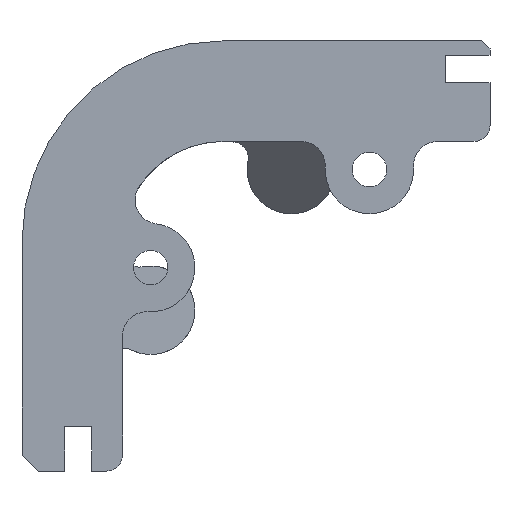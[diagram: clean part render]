
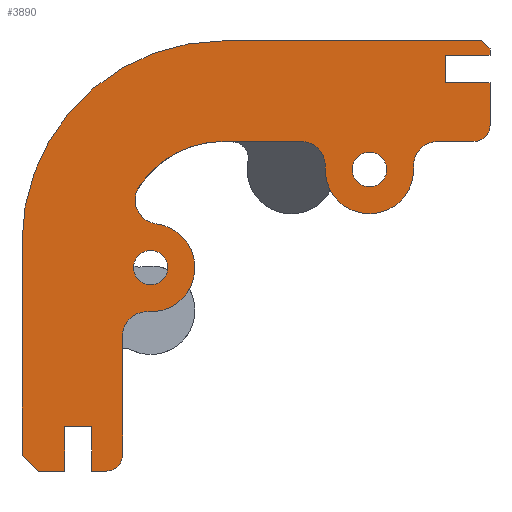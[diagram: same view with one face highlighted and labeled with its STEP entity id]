
A CAD part, front view. The second image highlights one B-rep face of the part: STEP entity #3890.
In plain terms, the highlighted planar face has unit normal (0, -1, 0).
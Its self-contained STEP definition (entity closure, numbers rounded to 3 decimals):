
#26=FACE_BOUND('',#610,.T.);
#27=FACE_BOUND('',#611,.T.);
#177=PLANE('',#4181);
#396=FACE_OUTER_BOUND('',#609,.T.);
#609=EDGE_LOOP('',(#3478,#3479,#3480,#3481,#3482,#3483,#3484,#3485,#3486,
#3487,#3488,#3489,#3490,#3491,#3492,#3493,#3494,#3495,#3496,#3497,#3498,
#3499,#3500,#3501,#3502,#3503,#3504));
#610=EDGE_LOOP('',(#3505));
#611=EDGE_LOOP('',(#3506));
#1044=LINE('',#6186,#1517);
#1056=LINE('',#6245,#1529);
#1058=LINE('',#6250,#1531);
#1060=LINE('',#6254,#1533);
#1062=LINE('',#6258,#1535);
#1064=LINE('',#6262,#1537);
#1066=LINE('',#6266,#1539);
#1070=LINE('',#6275,#1543);
#1075=LINE('',#6291,#1548);
#1080=LINE('',#6307,#1553);
#1081=LINE('',#6310,#1554);
#1083=LINE('',#6317,#1556);
#1084=LINE('',#6319,#1557);
#1085=LINE('',#6321,#1558);
#1086=LINE('',#6323,#1559);
#1087=LINE('',#6325,#1560);
#1088=LINE('',#6328,#1561);
#1517=VECTOR('',#5041,1000.);
#1529=VECTOR('',#5097,1000.);
#1531=VECTOR('',#5101,1000.);
#1533=VECTOR('',#5105,1000.);
#1535=VECTOR('',#5109,1000.);
#1537=VECTOR('',#5113,1000.);
#1539=VECTOR('',#5117,1000.);
#1543=VECTOR('',#5127,1000.);
#1548=VECTOR('',#5146,1000.);
#1553=VECTOR('',#5165,1000.);
#1554=VECTOR('',#5168,1000.);
#1556=VECTOR('',#5176,1000.);
#1557=VECTOR('',#5177,1000.);
#1558=VECTOR('',#5178,1000.);
#1559=VECTOR('',#5179,1000.);
#1560=VECTOR('',#5180,1000.);
#1561=VECTOR('',#5183,1000.);
#1630=CIRCLE('',#4164,2.);
#1631=CIRCLE('',#4167,3.);
#1632=CIRCLE('',#4169,5.5);
#1633=CIRCLE('',#4171,3.);
#1634=CIRCLE('',#4174,12.5);
#1635=CIRCLE('',#4176,3.);
#1636=CIRCLE('',#4178,5.5);
#1637=CIRCLE('',#4182,3.);
#1638=CIRCLE('',#4183,25.);
#1639=CIRCLE('',#4184,2.);
#1640=CIRCLE('',#4185,2.15);
#1641=CIRCLE('',#4186,2.15);
#1955=VERTEX_POINT('',#6183);
#1956=VERTEX_POINT('',#6185);
#1981=VERTEX_POINT('',#6243);
#1982=VERTEX_POINT('',#6247);
#1983=VERTEX_POINT('',#6249);
#1984=VERTEX_POINT('',#6253);
#1985=VERTEX_POINT('',#6257);
#1986=VERTEX_POINT('',#6261);
#1987=VERTEX_POINT('',#6265);
#1988=VERTEX_POINT('',#6269);
#1989=VERTEX_POINT('',#6273);
#1990=VERTEX_POINT('',#6277);
#1991=VERTEX_POINT('',#6281);
#1992=VERTEX_POINT('',#6285);
#1993=VERTEX_POINT('',#6289);
#1994=VERTEX_POINT('',#6293);
#1995=VERTEX_POINT('',#6297);
#1996=VERTEX_POINT('',#6301);
#1997=VERTEX_POINT('',#6305);
#1998=VERTEX_POINT('',#6309);
#1999=VERTEX_POINT('',#6313);
#2000=VERTEX_POINT('',#6316);
#2001=VERTEX_POINT('',#6318);
#2002=VERTEX_POINT('',#6320);
#2003=VERTEX_POINT('',#6322);
#2004=VERTEX_POINT('',#6324);
#2005=VERTEX_POINT('',#6326);
#2006=VERTEX_POINT('',#6329);
#2007=VERTEX_POINT('',#6331);
#2470=EDGE_CURVE('',#1956,#1955,#1044,.T.);
#2499=EDGE_CURVE('',#1981,#1955,#1056,.T.);
#2501=EDGE_CURVE('',#1982,#1983,#1058,.T.);
#2503=EDGE_CURVE('',#1956,#1984,#1060,.T.);
#2505=EDGE_CURVE('',#1984,#1985,#1062,.T.);
#2507=EDGE_CURVE('',#1985,#1986,#1064,.T.);
#2509=EDGE_CURVE('',#1986,#1987,#1066,.T.);
#2512=EDGE_CURVE('',#1987,#1988,#1630,.T.);
#2514=EDGE_CURVE('',#1988,#1989,#1070,.T.);
#2516=EDGE_CURVE('',#1989,#1990,#1631,.T.);
#2517=EDGE_CURVE('',#1990,#1991,#1632,.T.);
#2520=EDGE_CURVE('',#1991,#1992,#1633,.T.);
#2522=EDGE_CURVE('',#1992,#1993,#1075,.T.);
#2524=EDGE_CURVE('',#1993,#1994,#1634,.T.);
#2526=EDGE_CURVE('',#1994,#1995,#1635,.T.);
#2527=EDGE_CURVE('',#1995,#1996,#1636,.T.);
#2530=EDGE_CURVE('',#1997,#1981,#1080,.T.);
#2531=EDGE_CURVE('',#1983,#1998,#1081,.T.);
#2533=EDGE_CURVE('',#1996,#1999,#1637,.T.);
#2534=EDGE_CURVE('',#1998,#1997,#1638,.T.);
#2535=EDGE_CURVE('',#2000,#1982,#1083,.T.);
#2536=EDGE_CURVE('',#2001,#2000,#1084,.T.);
#2537=EDGE_CURVE('',#2002,#2001,#1085,.T.);
#2538=EDGE_CURVE('',#2003,#2002,#1086,.T.);
#2539=EDGE_CURVE('',#2004,#2003,#1087,.T.);
#2540=EDGE_CURVE('',#2005,#2004,#1639,.T.);
#2541=EDGE_CURVE('',#1999,#2005,#1088,.T.);
#2542=EDGE_CURVE('',#2006,#2006,#1640,.T.);
#2543=EDGE_CURVE('',#2007,#2007,#1641,.T.);
#3478=ORIENTED_EDGE('',*,*,#2533,.F.);
#3479=ORIENTED_EDGE('',*,*,#2527,.F.);
#3480=ORIENTED_EDGE('',*,*,#2526,.F.);
#3481=ORIENTED_EDGE('',*,*,#2524,.F.);
#3482=ORIENTED_EDGE('',*,*,#2522,.F.);
#3483=ORIENTED_EDGE('',*,*,#2520,.F.);
#3484=ORIENTED_EDGE('',*,*,#2517,.F.);
#3485=ORIENTED_EDGE('',*,*,#2516,.F.);
#3486=ORIENTED_EDGE('',*,*,#2514,.F.);
#3487=ORIENTED_EDGE('',*,*,#2512,.F.);
#3488=ORIENTED_EDGE('',*,*,#2509,.F.);
#3489=ORIENTED_EDGE('',*,*,#2507,.F.);
#3490=ORIENTED_EDGE('',*,*,#2505,.F.);
#3491=ORIENTED_EDGE('',*,*,#2503,.F.);
#3492=ORIENTED_EDGE('',*,*,#2470,.T.);
#3493=ORIENTED_EDGE('',*,*,#2499,.F.);
#3494=ORIENTED_EDGE('',*,*,#2530,.F.);
#3495=ORIENTED_EDGE('',*,*,#2534,.F.);
#3496=ORIENTED_EDGE('',*,*,#2531,.F.);
#3497=ORIENTED_EDGE('',*,*,#2501,.F.);
#3498=ORIENTED_EDGE('',*,*,#2535,.F.);
#3499=ORIENTED_EDGE('',*,*,#2536,.F.);
#3500=ORIENTED_EDGE('',*,*,#2537,.F.);
#3501=ORIENTED_EDGE('',*,*,#2538,.F.);
#3502=ORIENTED_EDGE('',*,*,#2539,.F.);
#3503=ORIENTED_EDGE('',*,*,#2540,.F.);
#3504=ORIENTED_EDGE('',*,*,#2541,.F.);
#3505=ORIENTED_EDGE('',*,*,#2542,.F.);
#3506=ORIENTED_EDGE('',*,*,#2543,.F.);
#3890=ADVANCED_FACE('',(#396,#26,#27),#177,.F.);
#4164=AXIS2_PLACEMENT_3D('',#6271,#5122,#5123);
#4167=AXIS2_PLACEMENT_3D('',#6279,#5131,#5132);
#4169=AXIS2_PLACEMENT_3D('',#6282,#5135,#5136);
#4171=AXIS2_PLACEMENT_3D('',#6287,#5141,#5142);
#4174=AXIS2_PLACEMENT_3D('',#6295,#5150,#5151);
#4176=AXIS2_PLACEMENT_3D('',#6299,#5155,#5156);
#4178=AXIS2_PLACEMENT_3D('',#6302,#5159,#5160);
#4181=AXIS2_PLACEMENT_3D('',#6312,#5170,#5171);
#4182=AXIS2_PLACEMENT_3D('',#6314,#5172,#5173);
#4183=AXIS2_PLACEMENT_3D('',#6315,#5174,#5175);
#4184=AXIS2_PLACEMENT_3D('',#6327,#5181,#5182);
#4185=AXIS2_PLACEMENT_3D('',#6330,#5184,#5185);
#4186=AXIS2_PLACEMENT_3D('',#6332,#5186,#5187);
#5041=DIRECTION('',(0.,0.,1.));
#5097=DIRECTION('',(0.707,0.,-0.707));
#5101=DIRECTION('',(-0.707,0.,0.707));
#5105=DIRECTION('',(-1.,0.,0.));
#5109=DIRECTION('',(0.,0.,-1.));
#5113=DIRECTION('',(1.,0.,0.));
#5117=DIRECTION('',(0.,0.,-1.));
#5122=DIRECTION('center_axis',(0.,1.,0.));
#5123=DIRECTION('ref_axis',(0.,0.,1.));
#5127=DIRECTION('',(-1.,0.,0.));
#5131=DIRECTION('center_axis',(0.,-1.,0.));
#5132=DIRECTION('ref_axis',(0.,0.,1.));
#5135=DIRECTION('center_axis',(0.,1.,0.));
#5136=DIRECTION('ref_axis',(0.,0.,1.));
#5141=DIRECTION('center_axis',(0.,-1.,0.));
#5142=DIRECTION('ref_axis',(0.,0.,1.));
#5146=DIRECTION('',(-1.,0.,0.));
#5150=DIRECTION('center_axis',(0.,-1.,0.));
#5151=DIRECTION('ref_axis',(0.,0.,-1.));
#5155=DIRECTION('center_axis',(0.,-1.,0.));
#5156=DIRECTION('ref_axis',(0.,0.,1.));
#5159=DIRECTION('center_axis',(0.,1.,0.));
#5160=DIRECTION('ref_axis',(0.,0.,1.));
#5165=DIRECTION('',(1.,0.,0.));
#5168=DIRECTION('',(0.,0.,1.));
#5170=DIRECTION('center_axis',(0.,1.,0.));
#5171=DIRECTION('ref_axis',(0.,0.,1.));
#5172=DIRECTION('center_axis',(0.,-1.,0.));
#5173=DIRECTION('ref_axis',(0.,0.,1.));
#5174=DIRECTION('center_axis',(0.,1.,0.));
#5175=DIRECTION('ref_axis',(0.,0.,-1.));
#5176=DIRECTION('',(-1.,0.,0.));
#5177=DIRECTION('',(0.,0.,-1.));
#5178=DIRECTION('',(-1.,0.,0.));
#5179=DIRECTION('',(0.,0.,1.));
#5180=DIRECTION('',(-1.,0.,0.));
#5181=DIRECTION('center_axis',(0.,1.,0.));
#5182=DIRECTION('ref_axis',(0.,0.,-1.));
#5183=DIRECTION('',(0.,0.,-1.));
#5184=DIRECTION('center_axis',(0.,-1.,0.));
#5185=DIRECTION('ref_axis',(0.,0.,1.));
#5186=DIRECTION('center_axis',(0.,-1.,0.));
#5187=DIRECTION('ref_axis',(0.,0.,1.));
#6183=CARTESIAN_POINT('',(58.2,0.,-1.));
#6185=CARTESIAN_POINT('',(58.2,0.,-1.8));
#6186=CARTESIAN_POINT('',(58.2,0.,-12.5));
#6243=CARTESIAN_POINT('',(57.2,0.,0.));
#6245=CARTESIAN_POINT('',(57.7,0.,-0.5));
#6247=CARTESIAN_POINT('',(2.,0.,-53.5));
#6249=CARTESIAN_POINT('',(0.,0.,-51.5));
#6250=CARTESIAN_POINT('',(2.,0.,-53.5));
#6253=CARTESIAN_POINT('',(52.7,0.,-1.8));
#6254=CARTESIAN_POINT('',(25.,0.,-1.8));
#6257=CARTESIAN_POINT('',(52.7,0.,-5.2));
#6258=CARTESIAN_POINT('',(52.7,0.,-25.));
#6261=CARTESIAN_POINT('',(58.2,0.,-5.2));
#6262=CARTESIAN_POINT('',(25.,0.,-5.2));
#6265=CARTESIAN_POINT('',(58.2,0.,-10.5));
#6266=CARTESIAN_POINT('',(58.2,0.,-25.));
#6269=CARTESIAN_POINT('',(56.2,0.,-12.5));
#6271=CARTESIAN_POINT('Origin',(56.2,0.,-10.5));
#6273=CARTESIAN_POINT('',(51.685,0.,-12.5));
#6275=CARTESIAN_POINT('',(25.,0.,-12.5));
#6277=CARTESIAN_POINT('',(48.69,0.,-15.676));
#6279=CARTESIAN_POINT('Origin',(51.685,0.,-15.5));
#6281=CARTESIAN_POINT('',(37.71,0.,-15.676));
#6282=CARTESIAN_POINT('Origin',(43.2,0.,-16.));
#6285=CARTESIAN_POINT('',(34.715,0.,-12.5));
#6287=CARTESIAN_POINT('Origin',(34.715,0.,-15.5));
#6289=CARTESIAN_POINT('',(25.,0.,-12.5));
#6291=CARTESIAN_POINT('',(25.,0.,-12.5));
#6293=CARTESIAN_POINT('',(14.567,0.,-18.115));
#6295=CARTESIAN_POINT('Origin',(25.,0.,-25.));
#6297=CARTESIAN_POINT('',(16.693,0.,-22.744));
#6299=CARTESIAN_POINT('Origin',(17.071,0.,-19.768));
#6301=CARTESIAN_POINT('',(15.676,0.,-33.69));
#6302=CARTESIAN_POINT('Origin',(16.,0.,-28.2));
#6305=CARTESIAN_POINT('',(25.,0.,0.));
#6307=CARTESIAN_POINT('',(25.,0.,0.));
#6309=CARTESIAN_POINT('',(0.,0.,-25.));
#6310=CARTESIAN_POINT('',(0.,0.,-25.));
#6312=CARTESIAN_POINT('Origin',(25.,0.,-25.));
#6313=CARTESIAN_POINT('',(12.5,0.,-36.685));
#6314=CARTESIAN_POINT('Origin',(15.5,0.,-36.685));
#6315=CARTESIAN_POINT('Origin',(25.,0.,-25.));
#6316=CARTESIAN_POINT('',(5.3,0.,-53.5));
#6317=CARTESIAN_POINT('',(25.,0.,-53.5));
#6318=CARTESIAN_POINT('',(5.3,0.,-48.));
#6319=CARTESIAN_POINT('',(5.3,0.,-50.5));
#6320=CARTESIAN_POINT('',(8.7,0.,-48.));
#6321=CARTESIAN_POINT('',(25.,0.,-48.));
#6322=CARTESIAN_POINT('',(8.7,0.,-53.5));
#6323=CARTESIAN_POINT('',(8.7,0.,-50.5));
#6324=CARTESIAN_POINT('',(10.5,0.,-53.5));
#6325=CARTESIAN_POINT('',(25.,0.,-53.5));
#6326=CARTESIAN_POINT('',(12.5,0.,-51.5));
#6327=CARTESIAN_POINT('Origin',(10.5,0.,-51.5));
#6328=CARTESIAN_POINT('',(12.5,0.,-25.));
#6329=CARTESIAN_POINT('',(43.2,0.,-18.15));
#6330=CARTESIAN_POINT('Origin',(43.2,0.,-16.));
#6331=CARTESIAN_POINT('',(16.,0.,-30.35));
#6332=CARTESIAN_POINT('Origin',(16.,0.,-28.2));
